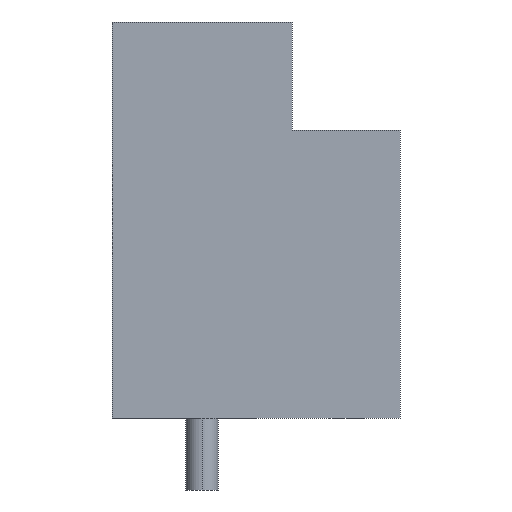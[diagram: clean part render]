
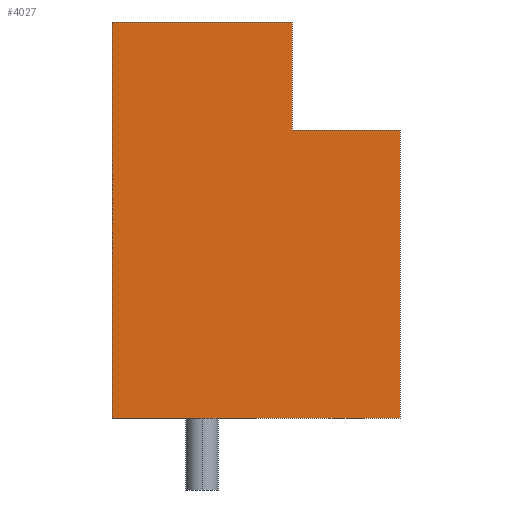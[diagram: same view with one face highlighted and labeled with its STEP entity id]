
A CAD part, left-side view. The second image highlights one B-rep face of the part: STEP entity #4027.
In plain terms, the highlighted planar face has unit normal (-1, 0, 0).
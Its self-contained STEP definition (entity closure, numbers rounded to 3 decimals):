
#3854 = EDGE_CURVE ( 'NONE', #3855, #3856, #7991, .T. ) ;
#3855 = VERTEX_POINT ( 'NONE', #7987 ) ;
#3856 = VERTEX_POINT ( 'NONE', #7986 ) ;
#3897 = VERTEX_POINT ( 'NONE', #8096 ) ;
#3899 = EDGE_CURVE ( 'NONE', #3897, #3856, #8094, .T. ) ;
#4027 = ADVANCED_FACE ( 'NONE', ( #8484 ), #8528, .F. ) ;
#4028 = EDGE_LOOP ( 'NONE', ( #4029, #4032, #4091, #4093, #4095, #4096 ) ) ;
#4029 = ORIENTED_EDGE ( 'NONE', *, *, #4030, .F. ) ;
#4030 = EDGE_CURVE ( 'NONE', #4031, #3897, #8523, .T. ) ;
#4031 = VERTEX_POINT ( 'NONE', #8519 ) ;
#4032 = ORIENTED_EDGE ( 'NONE', *, *, #4033, .T. ) ;
#4033 = EDGE_CURVE ( 'NONE', #4031, #4034, #8518, .T. ) ;
#4034 = VERTEX_POINT ( 'NONE', #8514 ) ;
#4035 = VERTEX_POINT ( 'NONE', #8565 ) ;
#4091 = ORIENTED_EDGE ( 'NONE', *, *, #4092, .F. ) ;
#4092 = EDGE_CURVE ( 'NONE', #4035, #4034, #8707, .T. ) ;
#4093 = ORIENTED_EDGE ( 'NONE', *, *, #4094, .T. ) ;
#4094 = EDGE_CURVE ( 'NONE', #4035, #3855, #8702, .T. ) ;
#4095 = ORIENTED_EDGE ( 'NONE', *, *, #3854, .T. ) ;
#4096 = ORIENTED_EDGE ( 'NONE', *, *, #3899, .F. ) ;
#7986 = CARTESIAN_POINT ( 'NONE',  ( -2.5, -5.5, 0. ) ) ;
#7987 = CARTESIAN_POINT ( 'NONE',  ( -2.5, 2.5, 0. ) ) ;
#7988 = DIRECTION ( 'NONE',  ( 0., -1., 0. ) ) ;
#7989 = VECTOR ( 'NONE', #7988, 1000. ) ;
#7990 = CARTESIAN_POINT ( 'NONE',  ( -2.5, 2.5, 0. ) ) ;
#7991 = LINE ( 'NONE', #7990, #7989 ) ;
#8091 = DIRECTION ( 'NONE',  ( 0., 0., -1. ) ) ;
#8092 = VECTOR ( 'NONE', #8091, 1000. ) ;
#8093 = CARTESIAN_POINT ( 'NONE',  ( -2.5, -5.5, 11. ) ) ;
#8094 = LINE ( 'NONE', #8093, #8092 ) ;
#8096 = CARTESIAN_POINT ( 'NONE',  ( -2.5, -5.5, 8. ) ) ;
#8484 = FACE_OUTER_BOUND ( 'NONE', #4028, .T. ) ;
#8514 = CARTESIAN_POINT ( 'NONE',  ( -2.5, -2.5, 11. ) ) ;
#8515 = DIRECTION ( 'NONE',  ( 0., 0., 1. ) ) ;
#8516 = VECTOR ( 'NONE', #8515, 1000. ) ;
#8517 = CARTESIAN_POINT ( 'NONE',  ( -2.5, -2.5, 8. ) ) ;
#8518 = LINE ( 'NONE', #8517, #8516 ) ;
#8519 = CARTESIAN_POINT ( 'NONE',  ( -2.5, -2.5, 8. ) ) ;
#8520 = DIRECTION ( 'NONE',  ( 0., -1., 0. ) ) ;
#8521 = VECTOR ( 'NONE', #8520, 1000. ) ;
#8522 = CARTESIAN_POINT ( 'NONE',  ( -2.5, -2.5, 8. ) ) ;
#8523 = LINE ( 'NONE', #8522, #8521 ) ;
#8524 = DIRECTION ( 'NONE',  ( 0., 1., 0. ) ) ;
#8525 = DIRECTION ( 'NONE',  ( 1., 0., 0. ) ) ;
#8526 = CARTESIAN_POINT ( 'NONE',  ( -2.5, 2.5, 11. ) ) ;
#8527 = AXIS2_PLACEMENT_3D ( 'NONE', #8526, #8525, #8524 ) ;
#8528 = PLANE ( 'NONE',  #8527 ) ;
#8565 = CARTESIAN_POINT ( 'NONE',  ( -2.5, 2.5, 11. ) ) ;
#8699 = DIRECTION ( 'NONE',  ( 0., 0., -1. ) ) ;
#8700 = VECTOR ( 'NONE', #8699, 1000. ) ;
#8701 = CARTESIAN_POINT ( 'NONE',  ( -2.5, 2.5, 11. ) ) ;
#8702 = LINE ( 'NONE', #8701, #8700 ) ;
#8704 = DIRECTION ( 'NONE',  ( 0., -1., 0. ) ) ;
#8705 = VECTOR ( 'NONE', #8704, 1000. ) ;
#8706 = CARTESIAN_POINT ( 'NONE',  ( -2.5, 2.5, 11. ) ) ;
#8707 = LINE ( 'NONE', #8706, #8705 ) ;
